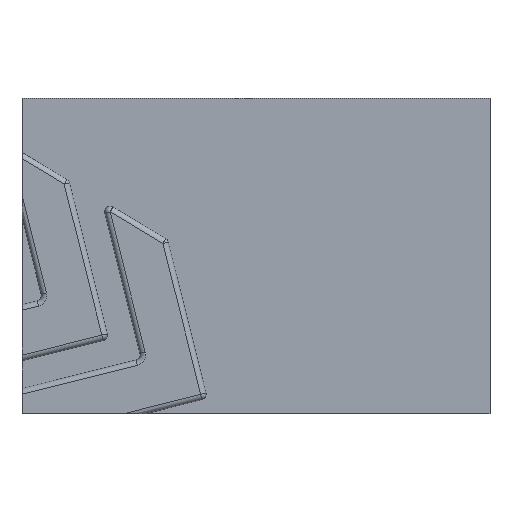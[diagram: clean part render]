
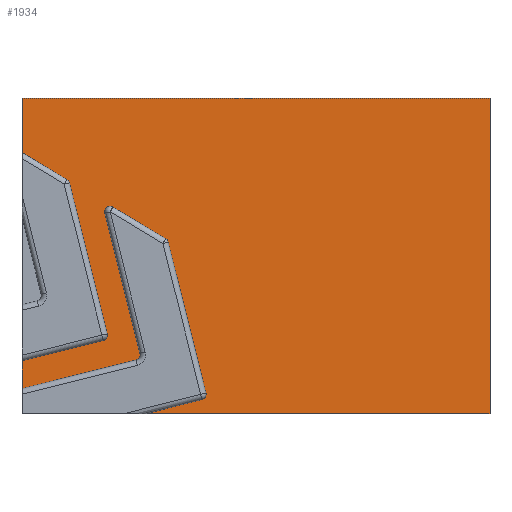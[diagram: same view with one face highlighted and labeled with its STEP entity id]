
A CAD part, top view. The second image highlights one B-rep face of the part: STEP entity #1934.
In plain terms, the highlighted planar face has unit normal (0, 0, 1).
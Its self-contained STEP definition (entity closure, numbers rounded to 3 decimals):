
#48=CIRCLE($,#1979,0.5);
#52=CIRCLE($,#1985,0.5);
#56=CIRCLE($,#1991,0.5);
#61=CIRCLE($,#1998,0.5);
#65=CIRCLE($,#2020,0.5);
#69=CIRCLE($,#2026,0.5);
#179=FACE_OUTER_BOUND($,#286,.T.);
#286=EDGE_LOOP($,(#1719,#1720,#1721,#1722,#1723,#1724,#1725,#1726,#1727,
#1728,#1729,#1730,#1731,#1732,#1733,#1734,#1735,#1736,#1737));
#428=LINE($,#2920,#664);
#430=LINE($,#2924,#666);
#435=LINE($,#2934,#671);
#438=LINE($,#2941,#674);
#446=LINE($,#2965,#682);
#459=LINE($,#3005,#695);
#468=LINE($,#3033,#704);
#469=LINE($,#3035,#705);
#470=LINE($,#3037,#706);
#471=LINE($,#3039,#707);
#472=LINE($,#3041,#708);
#522=LINE($,#3142,#758);
#523=LINE($,#3143,#759);
#664=VECTOR($,#2352,14.293);
#666=VECTOR($,#2356,5.354);
#671=VECTOR($,#2363,31.658);
#674=VECTOR($,#2370,2.557);
#682=VECTOR($,#2386,4.999);
#695=VECTOR($,#2431,7.695);
#704=VECTOR($,#2466,4.82);
#705=VECTOR($,#2469,14.293);
#706=VECTOR($,#2472,10.795);
#707=VECTOR($,#2475,13.293);
#708=VECTOR($,#2478,5.657);
#758=VECTOR($,#2588,29.);
#759=VECTOR($,#2589,43.);
#858=VERTEX_POINT($,#2852);
#859=VERTEX_POINT($,#2853);
#863=VERTEX_POINT($,#2865);
#864=VERTEX_POINT($,#2866);
#868=VERTEX_POINT($,#2878);
#869=VERTEX_POINT($,#2879);
#874=VERTEX_POINT($,#2893);
#875=VERTEX_POINT($,#2894);
#880=VERTEX_POINT($,#2922);
#884=VERTEX_POINT($,#2932);
#885=VERTEX_POINT($,#2938);
#886=VERTEX_POINT($,#2940);
#897=VERTEX_POINT($,#2962);
#898=VERTEX_POINT($,#2964);
#903=VERTEX_POINT($,#2977);
#904=VERTEX_POINT($,#2978);
#908=VERTEX_POINT($,#2990);
#909=VERTEX_POINT($,#2991);
#936=VERTEX_POINT($,#3141);
#1060=EDGE_CURVE($,#858,#859,#48,.F.);
#1066=EDGE_CURVE($,#863,#864,#52,.F.);
#1072=EDGE_CURVE($,#868,#869,#56,.F.);
#1079=EDGE_CURVE($,#874,#875,#61,.T.);
#1094=EDGE_CURVE($,#863,#859,#428,.T.);
#1096=EDGE_CURVE($,#858,#880,#430,.T.);
#1101=EDGE_CURVE($,#880,#884,#435,.T.);
#1104=EDGE_CURVE($,#886,#885,#438,.T.);
#1116=EDGE_CURVE($,#898,#897,#446,.T.);
#1122=EDGE_CURVE($,#903,#904,#65,.F.);
#1128=EDGE_CURVE($,#908,#909,#69,.F.);
#1137=EDGE_CURVE($,#903,#886,#459,.T.);
#1151=EDGE_CURVE($,#897,#909,#468,.T.);
#1152=EDGE_CURVE($,#908,#904,#469,.T.);
#1153=EDGE_CURVE($,#885,#874,#470,.T.);
#1154=EDGE_CURVE($,#875,#869,#471,.T.);
#1155=EDGE_CURVE($,#868,#864,#472,.T.);
#1205=EDGE_CURVE($,#884,#936,#522,.T.);
#1206=EDGE_CURVE($,#936,#898,#523,.T.);
#1719=ORIENTED_EDGE($,*,*,#1079,.T.);
#1720=ORIENTED_EDGE($,*,*,#1154,.T.);
#1721=ORIENTED_EDGE($,*,*,#1072,.F.);
#1722=ORIENTED_EDGE($,*,*,#1155,.T.);
#1723=ORIENTED_EDGE($,*,*,#1066,.F.);
#1724=ORIENTED_EDGE($,*,*,#1094,.T.);
#1725=ORIENTED_EDGE($,*,*,#1060,.F.);
#1726=ORIENTED_EDGE($,*,*,#1096,.T.);
#1727=ORIENTED_EDGE($,*,*,#1101,.T.);
#1728=ORIENTED_EDGE($,*,*,#1205,.T.);
#1729=ORIENTED_EDGE($,*,*,#1206,.T.);
#1730=ORIENTED_EDGE($,*,*,#1116,.T.);
#1731=ORIENTED_EDGE($,*,*,#1151,.T.);
#1732=ORIENTED_EDGE($,*,*,#1128,.F.);
#1733=ORIENTED_EDGE($,*,*,#1152,.T.);
#1734=ORIENTED_EDGE($,*,*,#1122,.F.);
#1735=ORIENTED_EDGE($,*,*,#1137,.T.);
#1736=ORIENTED_EDGE($,*,*,#1104,.T.);
#1737=ORIENTED_EDGE($,*,*,#1153,.T.);
#1830=PLANE($,#2077);
#1934=ADVANCED_FACE($,(#179),#1830,.T.);
#1979=AXIS2_PLACEMENT_3D($,#2854,#2278,#2279);
#1985=AXIS2_PLACEMENT_3D($,#2867,#2292,#2293);
#1991=AXIS2_PLACEMENT_3D($,#2880,#2306,#2307);
#1998=AXIS2_PLACEMENT_3D($,#2895,#2322,#2323);
#2020=AXIS2_PLACEMENT_3D($,#2979,#2399,#2400);
#2026=AXIS2_PLACEMENT_3D($,#2992,#2413,#2414);
#2077=AXIS2_PLACEMENT_3D($,#3140,#2586,#2587);
#2278=DIRECTION('center_axis',(0.,0.,-1.));
#2279=DIRECTION('ref_axis',(0.858,-0.514,0.));
#2292=DIRECTION('center_axis',(0.,0.,-1.));
#2293=DIRECTION('ref_axis',(0.803,0.595,0.));
#2306=DIRECTION('center_axis',(0.,0.,-1.));
#2307=DIRECTION('ref_axis',(-0.595,0.803,0.));
#2322=DIRECTION('center_axis',(0.,0.,1.));
#2323=DIRECTION('ref_axis',(0.858,-0.514,0.));
#2352=DIRECTION($,(0.243,-0.97,0.));
#2356=DIRECTION($,(-0.97,-0.243,0.));
#2363=DIRECTION($,(1.,0.,0.));
#2370=DIRECTION($,(0.,-1.,0.));
#2386=DIRECTION($,(0.,-1.,0.));
#2399=DIRECTION('center_axis',(0.,0.,-1.));
#2400=DIRECTION('ref_axis',(0.858,-0.514,0.));
#2413=DIRECTION('center_axis',(0.,0.,-1.));
#2414=DIRECTION('ref_axis',(0.803,0.595,0.));
#2431=DIRECTION($,(-0.97,-0.243,0.));
#2466=DIRECTION($,(0.858,-0.514,0.));
#2469=DIRECTION($,(0.243,-0.97,0.));
#2472=DIRECTION($,(0.97,0.243,0.));
#2475=DIRECTION($,(-0.243,0.97,0.));
#2478=DIRECTION($,(0.858,-0.514,0.));
#2586=DIRECTION('center_axis',(0.,0.,1.));
#2587=DIRECTION('ref_axis',(1.,0.,0.));
#2588=DIRECTION($,(0.,1.,0.));
#2589=DIRECTION($,(-1.,0.,0.));
#2852=CARTESIAN_POINT('',(-4.963,-13.201,1.5));
#2853=CARTESIAN_POINT('',(-4.6,-12.595,1.5));
#2854=CARTESIAN_POINT('Origin',(-5.085,-12.716,1.5));
#2865=CARTESIAN_POINT('',(-8.067,1.271,1.5));
#2866=CARTESIAN_POINT('',(-8.295,1.579,1.5));
#2867=CARTESIAN_POINT('Origin',(-8.552,1.15,1.5));
#2878=CARTESIAN_POINT('',(-13.146,4.489,1.5));
#2879=CARTESIAN_POINT('',(-13.888,3.939,1.5));
#2880=CARTESIAN_POINT('Origin',(-13.403,4.06,1.5));
#2893=CARTESIAN_POINT('',(-11.027,-9.563,1.5));
#2894=CARTESIAN_POINT('',(-10.663,-8.957,1.5));
#2895=CARTESIAN_POINT('Origin',(-11.148,-9.078,1.5));
#2920=CARTESIAN_POINT($,(-5.886,-7.452,1.5));
#2922=CARTESIAN_POINT('',(-10.158,-14.5,1.5));
#2924=CARTESIAN_POINT($,(-3.671,-12.878,1.5));
#2932=CARTESIAN_POINT('',(21.5,-14.5,1.5));
#2934=CARTESIAN_POINT($,(21.5,-14.5,1.5));
#2938=CARTESIAN_POINT('',(-21.5,-12.182,1.5));
#2940=CARTESIAN_POINT('',(-21.5,-9.626,1.5));
#2941=CARTESIAN_POINT($,(-21.5,-14.5,1.5));
#2962=CARTESIAN_POINT('',(-21.5,9.501,1.5));
#2964=CARTESIAN_POINT('',(-21.5,14.5,1.5));
#2965=CARTESIAN_POINT($,(-21.5,-14.5,1.5));
#2977=CARTESIAN_POINT('',(-14.035,-7.759,1.5));
#2978=CARTESIAN_POINT('',(-13.671,-7.153,1.5));
#2979=CARTESIAN_POINT('Origin',(-14.156,-7.274,1.5));
#2990=CARTESIAN_POINT('',(-17.139,6.713,1.5));
#2991=CARTESIAN_POINT('',(-17.367,7.021,1.5));
#2992=CARTESIAN_POINT('Origin',(-17.624,6.592,1.5));
#3005=CARTESIAN_POINT($,(-10.25,-6.812,1.5));
#3033=CARTESIAN_POINT($,(-9.344,2.208,1.5));
#3035=CARTESIAN_POINT($,(-14.05,-5.638,1.5));
#3037=CARTESIAN_POINT($,(-4.47,-7.924,1.5));
#3039=CARTESIAN_POINT($,(-13.162,1.036,1.5));
#3041=CARTESIAN_POINT($,(-4.808,-0.513,1.5));
#3140=CARTESIAN_POINT('Origin',(0.,0.,1.5));
#3141=CARTESIAN_POINT('',(21.5,14.5,1.5));
#3142=CARTESIAN_POINT($,(21.5,14.5,1.5));
#3143=CARTESIAN_POINT($,(-21.5,14.5,1.5));
